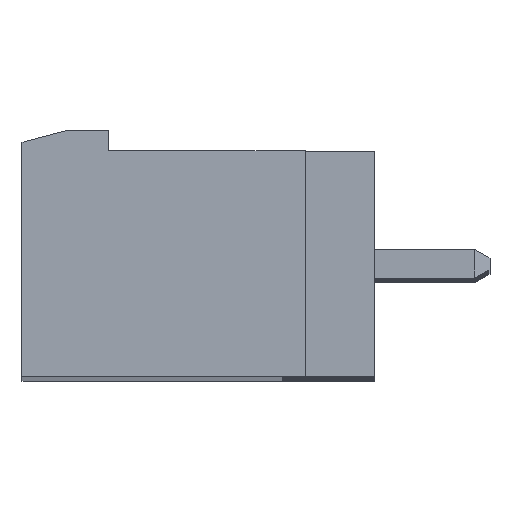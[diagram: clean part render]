
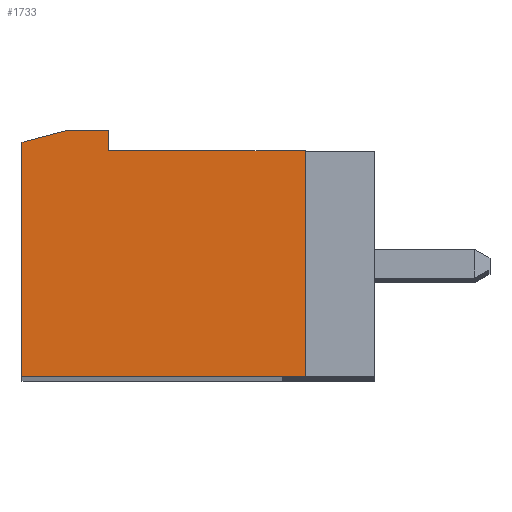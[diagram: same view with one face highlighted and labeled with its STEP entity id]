
A CAD part, top view. The second image highlights one B-rep face of the part: STEP entity #1733.
In plain terms, the highlighted planar face has unit normal (0, 0, 1).
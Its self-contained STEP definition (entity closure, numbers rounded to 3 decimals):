
#1733 = ADVANCED_FACE( '', ( #3765 ), #3766, .F. );
#3765 = FACE_OUTER_BOUND( '', #6059, .T. );
#3766 = PLANE( '', #6060 );
#6059 = EDGE_LOOP( '', ( #11199, #11200, #11201, #11202, #11203, #11204, #11205 ) );
#6060 = AXIS2_PLACEMENT_3D( '', #11206, #11207, #11208 );
#11199 = ORIENTED_EDGE( '', *, *, #13468, .F. );
#11200 = ORIENTED_EDGE( '', *, *, #15450, .F. );
#11201 = ORIENTED_EDGE( '', *, *, #14888, .F. );
#11202 = ORIENTED_EDGE( '', *, *, #15543, .F. );
#11203 = ORIENTED_EDGE( '', *, *, #15175, .F. );
#11204 = ORIENTED_EDGE( '', *, *, #14836, .F. );
#11205 = ORIENTED_EDGE( '', *, *, #13621, .F. );
#11206 = CARTESIAN_POINT( '', ( 197.225, 4.81, 82.28 ) );
#11207 = DIRECTION( '', ( 0., 0., -1. ) );
#11208 = DIRECTION( '', ( 0., -1., 0. ) );
#13468 = EDGE_CURVE( '', #16058, #16053, #16060, .T. );
#13621 = EDGE_CURVE( '', #16053, #16350, #16351, .T. );
#14836 = EDGE_CURVE( '', #16350, #18286, #18287, .T. );
#14888 = EDGE_CURVE( '', #18370, #18294, #18372, .T. );
#15175 = EDGE_CURVE( '', #18286, #18630, #18784, .T. );
#15450 = EDGE_CURVE( '', #18294, #16058, #19123, .T. );
#15543 = EDGE_CURVE( '', #18630, #18370, #19236, .T. );
#16053 = VERTEX_POINT( '', #19805 );
#16058 = VERTEX_POINT( '', #19812 );
#16060 = LINE( '', #19815, #19816 );
#16350 = VERTEX_POINT( '', #20240 );
#16351 = LINE( '', #20241, #20242 );
#18286 = VERTEX_POINT( '', #23091 );
#18287 = LINE( '', #23092, #23093 );
#18294 = VERTEX_POINT( '', #23103 );
#18370 = VERTEX_POINT( '', #23224 );
#18372 = LINE( '', #23227, #23228 );
#18630 = VERTEX_POINT( '', #23621 );
#18784 = LINE( '', #23870, #23871 );
#19123 = LINE( '', #24388, #24389 );
#19236 = LINE( '', #24567, #24568 );
#19805 = CARTESIAN_POINT( '', ( 197.425, 4.01, 82.28 ) );
#19812 = CARTESIAN_POINT( '', ( 197.425, 4.71, 82.28 ) );
#19815 = CARTESIAN_POINT( '', ( 197.425, 4.31, 82.28 ) );
#19816 = VECTOR( '', #25288, 1000. );
#20240 = CARTESIAN_POINT( '', ( 204.225, 4.01, 82.28 ) );
#20241 = CARTESIAN_POINT( '', ( 204.025, 4.01, 82.28 ) );
#20242 = VECTOR( '', #25432, 1000. );
#23091 = CARTESIAN_POINT( '', ( 204.225, -3.79, 82.28 ) );
#23092 = CARTESIAN_POINT( '', ( 204.225, -3.79, 82.28 ) );
#23093 = VECTOR( '', #26494, 1000. );
#23103 = CARTESIAN_POINT( '', ( 195.918, 4.71, 82.28 ) );
#23224 = CARTESIAN_POINT( '', ( 194.425, 4.31, 82.28 ) );
#23227 = CARTESIAN_POINT( '', ( 195.918, 4.71, 82.28 ) );
#23228 = VECTOR( '', #26544, 1000. );
#23621 = CARTESIAN_POINT( '', ( 194.425, -3.79, 82.28 ) );
#23870 = CARTESIAN_POINT( '', ( 194.225, -3.79, 82.28 ) );
#23871 = VECTOR( '', #26778, 1000. );
#24388 = CARTESIAN_POINT( '', ( 197.425, 4.71, 82.28 ) );
#24389 = VECTOR( '', #26963, 1000. );
#24567 = CARTESIAN_POINT( '', ( 194.425, 4.41, 82.28 ) );
#24568 = VECTOR( '', #27020, 1000. );
#25288 = DIRECTION( '', ( 0., -1., 0. ) );
#25432 = DIRECTION( '', ( 1., 0., 0. ) );
#26494 = DIRECTION( '', ( 0., -1., 0. ) );
#26544 = DIRECTION( '', ( 0.966, 0.259, 0. ) );
#26778 = DIRECTION( '', ( -1., 0., 0. ) );
#26963 = DIRECTION( '', ( 1., 0., 0. ) );
#27020 = DIRECTION( '', ( 0., 1., 0. ) );
